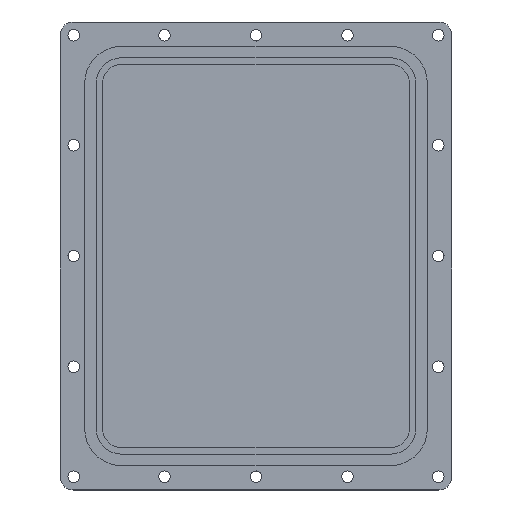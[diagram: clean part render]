
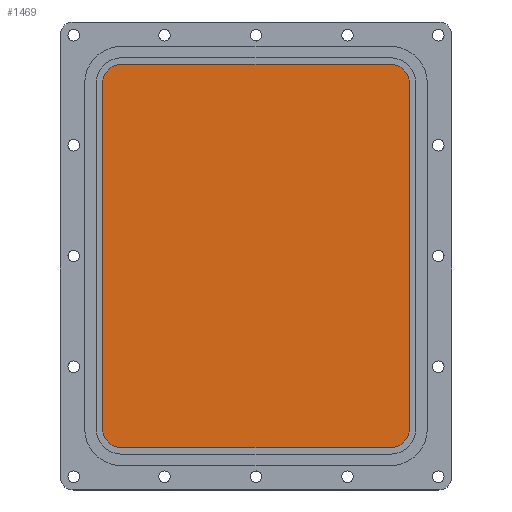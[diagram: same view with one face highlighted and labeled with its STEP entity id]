
A CAD part, top view. The second image highlights one B-rep face of the part: STEP entity #1469.
In plain terms, the highlighted planar face has unit normal (0, 0, 1).
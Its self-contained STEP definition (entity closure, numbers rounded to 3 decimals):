
#7 = DIRECTION ( 'NONE',  ( 1., 0., 0. ) ) ;
#73 = AXIS2_PLACEMENT_3D ( 'NONE', #1665, #2530, #7 ) ;
#162 = CARTESIAN_POINT ( 'NONE',  ( -60., 67.5, 2. ) ) ;
#235 = CARTESIAN_POINT ( 'NONE',  ( 60., -67.5, 2. ) ) ;
#300 = VERTEX_POINT ( 'NONE', #1703 ) ;
#380 = DIRECTION ( 'NONE',  ( 1., 0., 0. ) ) ;
#596 = ORIENTED_EDGE ( 'NONE', *, *, #2442, .T. ) ;
#608 = CARTESIAN_POINT ( 'NONE',  ( -52.5, -75., 2. ) ) ;
#686 = EDGE_CURVE ( 'NONE', #1732, #1099, #2995, .T. ) ;
#757 = CIRCLE ( 'NONE', #3202, 7.5 ) ;
#770 = LINE ( 'NONE', #1831, #809 ) ;
#776 = DIRECTION ( 'NONE',  ( 0., 1., 0. ) ) ;
#809 = VECTOR ( 'NONE', #1298, 1000. ) ;
#817 = VERTEX_POINT ( 'NONE', #2003 ) ;
#850 = PLANE ( 'NONE',  #1903 ) ;
#856 = CARTESIAN_POINT ( 'NONE',  ( 60., 67.5, 2. ) ) ;
#871 = DIRECTION ( 'NONE',  ( 1., 0., 0. ) ) ;
#925 = ORIENTED_EDGE ( 'NONE', *, *, #2738, .T. ) ;
#946 = CARTESIAN_POINT ( 'NONE',  ( 60., -67.5, 2. ) ) ;
#951 = DIRECTION ( 'NONE',  ( 1., 0., 0. ) ) ;
#960 = LINE ( 'NONE', #1233, #2071 ) ;
#1099 = VERTEX_POINT ( 'NONE', #1639 ) ;
#1167 = ORIENTED_EDGE ( 'NONE', *, *, #2415, .T. ) ;
#1187 = DIRECTION ( 'NONE',  ( -1., 0., 0. ) ) ;
#1191 = CARTESIAN_POINT ( 'NONE',  ( -52.5, 67.5, 2. ) ) ;
#1216 = CIRCLE ( 'NONE', #73, 7.5 ) ;
#1233 = CARTESIAN_POINT ( 'NONE',  ( 52.5, 75., 2. ) ) ;
#1277 = AXIS2_PLACEMENT_3D ( 'NONE', #2841, #3419, #951 ) ;
#1298 = DIRECTION ( 'NONE',  ( 0., -1., 0. ) ) ;
#1469 = ADVANCED_FACE ( 'NONE', ( #1898 ), #850, .T. ) ;
#1527 = CARTESIAN_POINT ( 'NONE',  ( 52.5, 67.5, 2. ) ) ;
#1559 = CARTESIAN_POINT ( 'NONE',  ( -52.5, -75., 2. ) ) ;
#1601 = EDGE_CURVE ( 'NONE', #300, #2797, #757, .T. ) ;
#1639 = CARTESIAN_POINT ( 'NONE',  ( 52.5, -75., 2. ) ) ;
#1665 = CARTESIAN_POINT ( 'NONE',  ( 52.5, -67.5, 2. ) ) ;
#1703 = CARTESIAN_POINT ( 'NONE',  ( -52.5, 75., 2. ) ) ;
#1732 = VERTEX_POINT ( 'NONE', #1559 ) ;
#1755 = DIRECTION ( 'NONE',  ( 0., 0., 1. ) ) ;
#1783 = ORIENTED_EDGE ( 'NONE', *, *, #2311, .T. ) ;
#1831 = CARTESIAN_POINT ( 'NONE',  ( -60., 67.5, 2. ) ) ;
#1898 = FACE_OUTER_BOUND ( 'NONE', #3243, .T. ) ;
#1903 = AXIS2_PLACEMENT_3D ( 'NONE', #3527, #3278, #871 ) ;
#1926 = DIRECTION ( 'NONE',  ( 1., 0., 0. ) ) ;
#1957 = CIRCLE ( 'NONE', #1277, 7.5 ) ;
#2003 = CARTESIAN_POINT ( 'NONE',  ( 52.5, 75., 2. ) ) ;
#2007 = CARTESIAN_POINT ( 'NONE',  ( -60., -67.5, 2. ) ) ;
#2071 = VECTOR ( 'NONE', #1187, 1000. ) ;
#2151 = ORIENTED_EDGE ( 'NONE', *, *, #686, .T. ) ;
#2190 = VERTEX_POINT ( 'NONE', #856 ) ;
#2256 = ORIENTED_EDGE ( 'NONE', *, *, #2960, .T. ) ;
#2311 = EDGE_CURVE ( 'NONE', #2824, #1732, #1957, .T. ) ;
#2415 = EDGE_CURVE ( 'NONE', #2797, #2824, #770, .T. ) ;
#2442 = EDGE_CURVE ( 'NONE', #2190, #817, #3201, .T. ) ;
#2530 = DIRECTION ( 'NONE',  ( 0., 0., 1. ) ) ;
#2570 = VECTOR ( 'NONE', #1926, 1000. ) ;
#2606 = DIRECTION ( 'NONE',  ( 1., 0., 0. ) ) ;
#2610 = EDGE_CURVE ( 'NONE', #1099, #3420, #1216, .T. ) ;
#2673 = LINE ( 'NONE', #235, #3436 ) ;
#2738 = EDGE_CURVE ( 'NONE', #817, #300, #960, .T. ) ;
#2797 = VERTEX_POINT ( 'NONE', #162 ) ;
#2806 = ORIENTED_EDGE ( 'NONE', *, *, #2610, .T. ) ;
#2824 = VERTEX_POINT ( 'NONE', #2007 ) ;
#2841 = CARTESIAN_POINT ( 'NONE',  ( -52.5, -67.5, 2. ) ) ;
#2897 = ORIENTED_EDGE ( 'NONE', *, *, #1601, .T. ) ;
#2960 = EDGE_CURVE ( 'NONE', #3420, #2190, #2673, .T. ) ;
#2983 = AXIS2_PLACEMENT_3D ( 'NONE', #1527, #3102, #2606 ) ;
#2995 = LINE ( 'NONE', #608, #2570 ) ;
#3102 = DIRECTION ( 'NONE',  ( 0., 0., 1. ) ) ;
#3201 = CIRCLE ( 'NONE', #2983, 7.5 ) ;
#3202 = AXIS2_PLACEMENT_3D ( 'NONE', #1191, #1755, #380 ) ;
#3243 = EDGE_LOOP ( 'NONE', ( #596, #925, #2897, #1167, #1783, #2151, #2806, #2256 ) ) ;
#3278 = DIRECTION ( 'NONE',  ( 0., 0., 1. ) ) ;
#3419 = DIRECTION ( 'NONE',  ( 0., 0., 1. ) ) ;
#3420 = VERTEX_POINT ( 'NONE', #946 ) ;
#3436 = VECTOR ( 'NONE', #776, 1000. ) ;
#3527 = CARTESIAN_POINT ( 'NONE',  ( 52.5, 67.5, 2. ) ) ;
